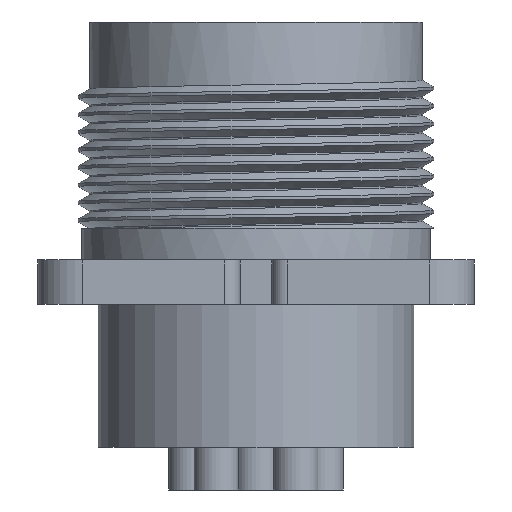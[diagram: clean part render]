
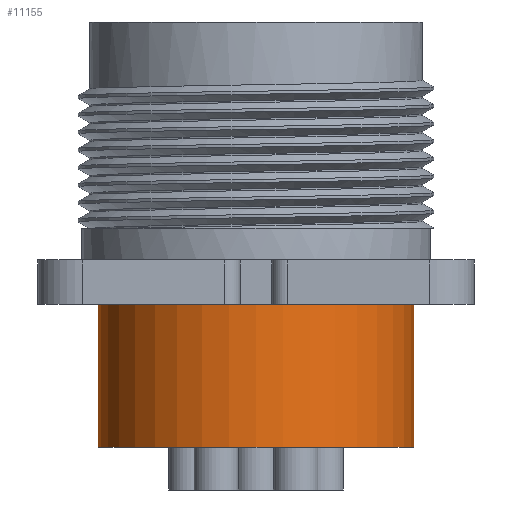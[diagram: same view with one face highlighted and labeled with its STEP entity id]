
A CAD part, front view. The second image highlights one B-rep face of the part: STEP entity #11155.
In plain terms, the highlighted cylindrical face has radius 12.636 mm (diameter 25.273 mm), a partial arc.
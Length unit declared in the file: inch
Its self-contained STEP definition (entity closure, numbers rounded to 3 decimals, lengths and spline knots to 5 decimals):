
#238 = CARTESIAN_POINT ( 'NONE',  ( -0.4975, 0., 0. ) ) ;
#747 = CARTESIAN_POINT ( 'NONE',  ( 0.4975, 0., 0. ) ) ;
#1029 = EDGE_CURVE ( 'NONE', #5193, #8400, #4780, .T. ) ;
#1729 = EDGE_CURVE ( 'NONE', #5147, #5193, #9743, .T. ) ;
#2102 = CARTESIAN_POINT ( 'NONE',  ( -0.4975, 0., -1.34 ) ) ;
#3188 = LINE ( 'NONE', #747, #11660 ) ;
#3397 = CARTESIAN_POINT ( 'NONE',  ( 0., 0., -1.34 ) ) ;
#3700 = CYLINDRICAL_SURFACE ( 'NONE', #6560, 0.4975 ) ;
#4119 = VECTOR ( 'NONE', #13016, 39.37008 ) ;
#4465 = DIRECTION ( 'NONE',  ( 1., 0., 0. ) ) ;
#4522 = ORIENTED_EDGE ( 'NONE', *, *, #12273, .T. ) ;
#4780 = CIRCLE ( 'NONE', #13345, 0.4975 ) ;
#4873 = ORIENTED_EDGE ( 'NONE', *, *, #1029, .F. ) ;
#5147 = VERTEX_POINT ( 'NONE', #2102 ) ;
#5193 = VERTEX_POINT ( 'NONE', #6548 ) ;
#5745 = CARTESIAN_POINT ( 'NONE',  ( 0., 0., -0.89 ) ) ;
#6186 = DIRECTION ( 'NONE',  ( 0., 0., 1. ) ) ;
#6255 = VERTEX_POINT ( 'NONE', #10276 ) ;
#6548 = CARTESIAN_POINT ( 'NONE',  ( -0.4975, 0., -0.89 ) ) ;
#6560 = AXIS2_PLACEMENT_3D ( 'NONE', #12513, #6186, #13583 ) ;
#6843 = DIRECTION ( 'NONE',  ( 1., 0., 0. ) ) ;
#7155 = DIRECTION ( 'NONE',  ( 0., 0., 1. ) ) ;
#7697 = CARTESIAN_POINT ( 'NONE',  ( 0.4975, 0., -0.89 ) ) ;
#8400 = VERTEX_POINT ( 'NONE', #7697 ) ;
#8683 = CIRCLE ( 'NONE', #11457, 0.4975 ) ;
#9672 = FACE_OUTER_BOUND ( 'NONE', #12209, .T. ) ;
#9743 = LINE ( 'NONE', #238, #4119 ) ;
#10276 = CARTESIAN_POINT ( 'NONE',  ( 0.4975, 0., -1.34 ) ) ;
#10830 = DIRECTION ( 'NONE',  ( 0., 0., 1. ) ) ;
#11155 = ADVANCED_FACE ( 'NONE', ( #9672 ), #3700, .T. ) ;
#11457 = AXIS2_PLACEMENT_3D ( 'NONE', #3397, #10830, #4465 ) ;
#11660 = VECTOR ( 'NONE', #7155, 39.37008 ) ;
#12209 = EDGE_LOOP ( 'NONE', ( #12296, #4522, #13365, #4873 ) ) ;
#12273 = EDGE_CURVE ( 'NONE', #5147, #6255, #8683, .T. ) ;
#12296 = ORIENTED_EDGE ( 'NONE', *, *, #1729, .F. ) ;
#12513 = CARTESIAN_POINT ( 'NONE',  ( 0., 0., 0. ) ) ;
#12540 = EDGE_CURVE ( 'NONE', #6255, #8400, #3188, .T. ) ;
#13016 = DIRECTION ( 'NONE',  ( 0., 0., 1. ) ) ;
#13157 = DIRECTION ( 'NONE',  ( 0., 0., 1. ) ) ;
#13345 = AXIS2_PLACEMENT_3D ( 'NONE', #5745, #13157, #6843 ) ;
#13365 = ORIENTED_EDGE ( 'NONE', *, *, #12540, .T. ) ;
#13583 = DIRECTION ( 'NONE',  ( 1., 0., 0. ) ) ;
